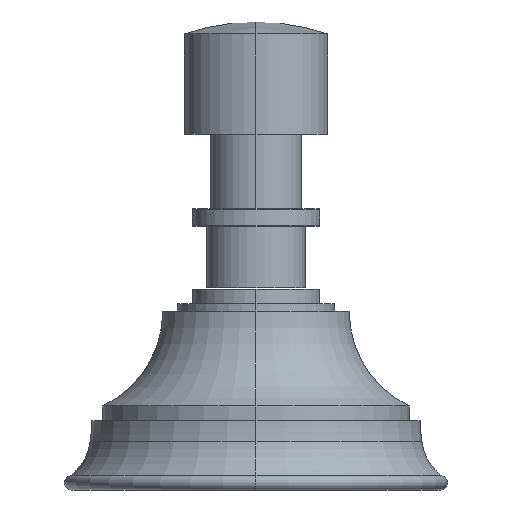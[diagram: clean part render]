
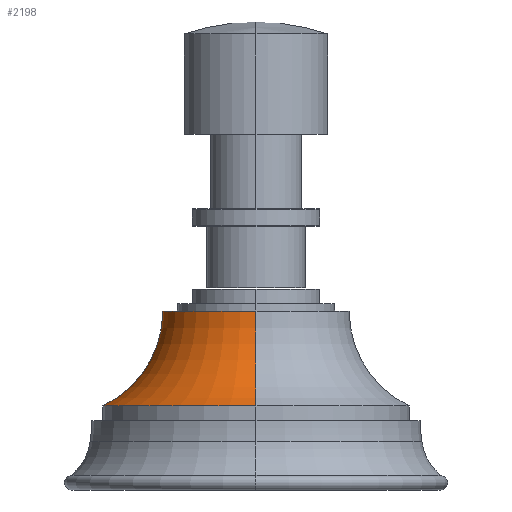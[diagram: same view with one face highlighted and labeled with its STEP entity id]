
A CAD part, left-side view. The second image highlights one B-rep face of the part: STEP entity #2198.
In plain terms, the highlighted toroidal (fillet/blend) face has major radius 34.439 mm and minor radius 18.247 mm.
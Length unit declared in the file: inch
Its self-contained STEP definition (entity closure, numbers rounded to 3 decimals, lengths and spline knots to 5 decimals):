
#1954=CARTESIAN_POINT('',(-12.1165,0.,-2.203));
#1955=DIRECTION('',(0.,0.,1.));
#1956=DIRECTION('',(1.,0.,0.));
#1957=AXIS2_PLACEMENT_3D('',#1954,#1955,#1956);
#2010=CARTESIAN_POINT('',(-12.1165,0.,-1.553));
#2011=DIRECTION('',(0.,0.,1.));
#2012=DIRECTION('',(1.,0.,0.));
#2013=AXIS2_PLACEMENT_3D('',#2010,#2011,#2012);
#2033=CARTESIAN_POINT('',(-10.76063,0.,-1.553));
#2034=DIRECTION('',(0.,-1.,0.));
#2035=DIRECTION('',(-1.,0.,0.));
#2036=AXIS2_PLACEMENT_3D('',#2033,#2034,#2035);
#2038=CARTESIAN_POINT('',(-13.47237,0.,-1.553));
#2039=DIRECTION('',(0.,1.,0.));
#2040=DIRECTION('',(1.,0.,0.));
#2041=AXIS2_PLACEMENT_3D('',#2038,#2039,#2040);
#2052=CARTESIAN_POINT('',(-11.0665,0.,-2.203));
#2054=VERTEX_POINT('',#2052);
#2060=CARTESIAN_POINT('',(-13.1665,0.,-2.203));
#2062=VERTEX_POINT('',#2060);
#2068=CARTESIAN_POINT('',(-11.479,0.,-1.553));
#2069=VERTEX_POINT('',#2068);
#2074=CARTESIAN_POINT('',(-12.754,0.,-1.553));
#2075=VERTEX_POINT('',#2074);
#2185=CARTESIAN_POINT('',(-12.1165,0.,-1.553));
#2186=DIRECTION('',(0.,0.,1.));
#2187=DIRECTION('',(-1.,0.,0.));
#2188=AXIS2_PLACEMENT_3D('',#2185,#2186,#2187);
#2189=TOROIDAL_SURFACE('',#2188,1.35587,0.71837);
#2191=ORIENTED_EDGE('',*,*,#2190,.F.);
#2192=ORIENTED_EDGE('',*,*,#2178,.T.);
#2194=ORIENTED_EDGE('',*,*,#2193,.T.);
#2195=ORIENTED_EDGE('',*,*,#2122,.F.);
#2196=EDGE_LOOP('',(#2191,#2192,#2194,#2195));
#2197=FACE_OUTER_BOUND('',#2196,.F.);
#2198=ADVANCED_FACE('',(#2197),#2189,.F.);
#1958=CIRCLE('',#1957,1.05);
#2014=CIRCLE('',#2013,0.6375);
#2037=CIRCLE('',#2036,0.71837);
#2042=CIRCLE('',#2041,0.71837);
#2122=EDGE_CURVE('',#2054,#2062,#1958,.T.);
#2178=EDGE_CURVE('',#2069,#2075,#2014,.T.);
#2190=EDGE_CURVE('',#2069,#2054,#2037,.T.);
#2193=EDGE_CURVE('',#2075,#2062,#2042,.T.);
